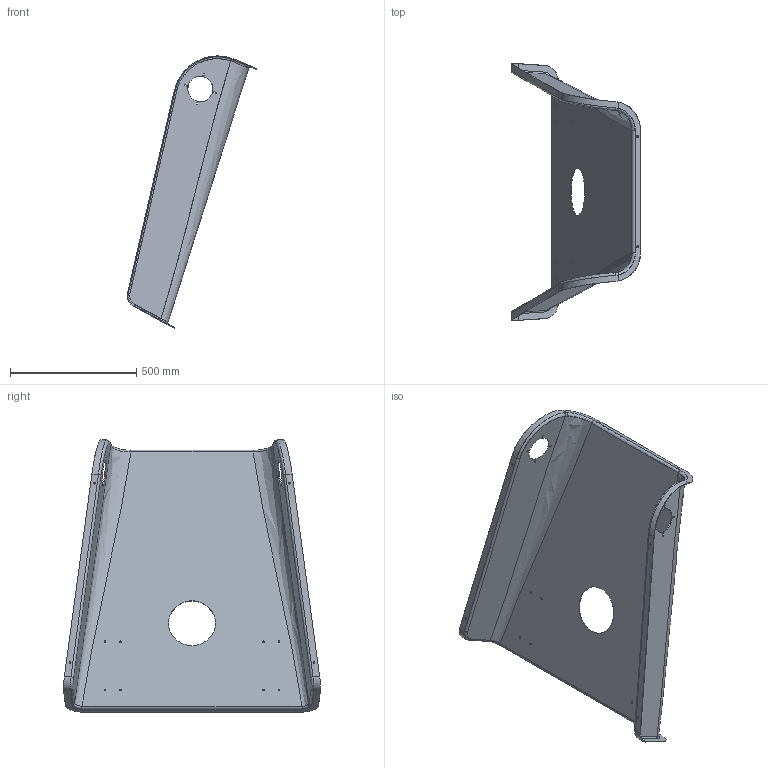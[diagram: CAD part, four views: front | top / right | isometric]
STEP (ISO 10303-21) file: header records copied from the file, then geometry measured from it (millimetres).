
FILE_DESCRIPTION((''),'2;1');
FILE_NAME('V01_PLT-GLD_TRASERA_INT.stp','2016-01-26T13:28:01',('uklkljlkk'),(''),'Autodesk Inventor 2013','Autodesk Inventor 2013','');
FILE_SCHEMA(('AUTOMOTIVE_DESIGN { 1 0 10303 214 1 1 1 1 }'));
Length unit declared in the file: millimetre
Products named in the file (1): V01_PLT-GLD_TRASERA_INT
Bounding box: 511.45 x 1017.4 x 1077.4 mm (x, y, z)
Volume: 4035809.7 mm3; surface area: 2709531.2 mm2
Topology: 1 solids, 1 shells, 117 faces, 329 edges, 214 vertices
Faces by surface type: cylinder 55, plane 34, bspline 28
Full cylindrical faces by diameter (mm): 7 x16, 100 x2, 186 x1
Entity records: 4950 total; most frequent: CARTESIAN_POINT 2064, ORIENTED_EDGE 588, DIRECTION 540, EDGE_CURVE 294, AXIS2_PLACEMENT_3D 212, VERTEX_POINT 198, EDGE_LOOP 190, FACE_OUTER_BOUND 117
